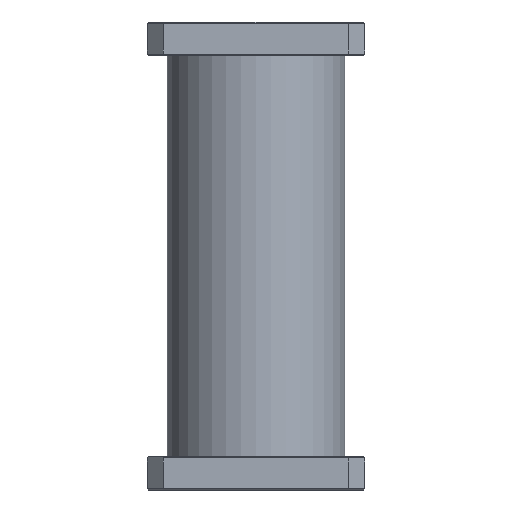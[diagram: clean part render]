
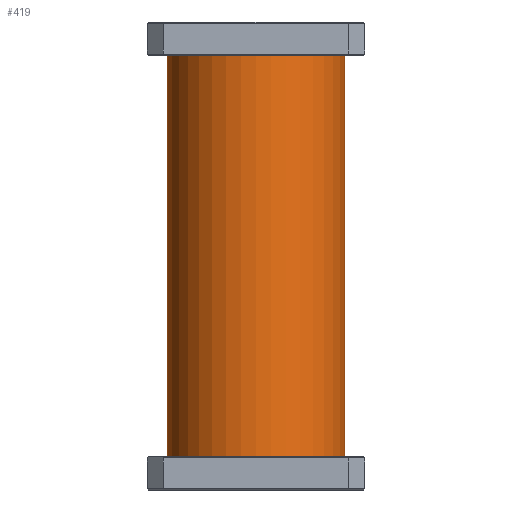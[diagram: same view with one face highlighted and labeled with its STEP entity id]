
A CAD part, front view. The second image highlights one B-rep face of the part: STEP entity #419.
In plain terms, the highlighted cylindrical face has radius 16.891 mm (diameter 33.782 mm), a partial arc.
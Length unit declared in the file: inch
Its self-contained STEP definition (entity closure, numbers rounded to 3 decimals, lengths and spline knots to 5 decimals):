
#3 = ORIENTED_EDGE ( 'NONE', *, *, #791, .F. ) ;
#76 = AXIS2_PLACEMENT_3D ( 'NONE', #2193, #1158, #2387 ) ;
#250 = EDGE_CURVE ( 'NONE', #353, #1491, #2494, .T. ) ;
#278 = DIRECTION ( 'NONE',  ( 0., 0., 1. ) ) ;
#281 = VERTEX_POINT ( 'NONE', #2603 ) ;
#323 = DIRECTION ( 'NONE',  ( 0., 0., 1. ) ) ;
#341 = ORIENTED_EDGE ( 'NONE', *, *, #250, .T. ) ;
#345 = ORIENTED_EDGE ( 'NONE', *, *, #502, .F. ) ;
#353 = VERTEX_POINT ( 'NONE', #1320 ) ;
#419 = ADVANCED_FACE ( 'NONE', ( #2589 ), #707, .T. ) ;
#502 = EDGE_CURVE ( 'NONE', #353, #1938, #2080, .T. ) ;
#531 = DIRECTION ( 'NONE',  ( 1., 0., 0. ) ) ;
#644 = EDGE_CURVE ( 'NONE', #1491, #281, #1113, .T. ) ;
#707 = CYLINDRICAL_SURFACE ( 'NONE', #2269, 0.665 ) ;
#782 = VECTOR ( 'NONE', #825, 39.37008 ) ;
#791 = EDGE_CURVE ( 'NONE', #1938, #281, #2583, .T. ) ;
#825 = DIRECTION ( 'NONE',  ( 0., 0., 1. ) ) ;
#866 = CARTESIAN_POINT ( 'NONE',  ( 0.665, 0., 3.09031 ) ) ;
#897 = DIRECTION ( 'NONE',  ( 0., 0., 1. ) ) ;
#1006 = VECTOR ( 'NONE', #897, 39.37008 ) ;
#1113 = LINE ( 'NONE', #866, #1006 ) ;
#1133 = DIRECTION ( 'NONE',  ( 1., 0., 0. ) ) ;
#1158 = DIRECTION ( 'NONE',  ( 0., 0., 1. ) ) ;
#1320 = CARTESIAN_POINT ( 'NONE',  ( -0.665, 0., -1.5 ) ) ;
#1491 = VERTEX_POINT ( 'NONE', #2666 ) ;
#1575 = EDGE_LOOP ( 'NONE', ( #345, #341, #1993, #3 ) ) ;
#1774 = CARTESIAN_POINT ( 'NONE',  ( -0.665, 0., 1.5 ) ) ;
#1791 = CARTESIAN_POINT ( 'NONE',  ( 0., 0., -1.5 ) ) ;
#1938 = VERTEX_POINT ( 'NONE', #1774 ) ;
#1993 = ORIENTED_EDGE ( 'NONE', *, *, #644, .T. ) ;
#2080 = LINE ( 'NONE', #2728, #782 ) ;
#2167 = CARTESIAN_POINT ( 'NONE',  ( 0., 0., 3.09031 ) ) ;
#2193 = CARTESIAN_POINT ( 'NONE',  ( 0., 0., 1.5 ) ) ;
#2269 = AXIS2_PLACEMENT_3D ( 'NONE', #2167, #278, #1133 ) ;
#2387 = DIRECTION ( 'NONE',  ( 1., 0., 0. ) ) ;
#2494 = CIRCLE ( 'NONE', #2678, 0.665 ) ;
#2583 = CIRCLE ( 'NONE', #76, 0.665 ) ;
#2589 = FACE_OUTER_BOUND ( 'NONE', #1575, .T. ) ;
#2603 = CARTESIAN_POINT ( 'NONE',  ( 0.665, 0., 1.5 ) ) ;
#2666 = CARTESIAN_POINT ( 'NONE',  ( 0.665, 0., -1.5 ) ) ;
#2678 = AXIS2_PLACEMENT_3D ( 'NONE', #1791, #323, #531 ) ;
#2728 = CARTESIAN_POINT ( 'NONE',  ( -0.665, 0., 3.09031 ) ) ;
